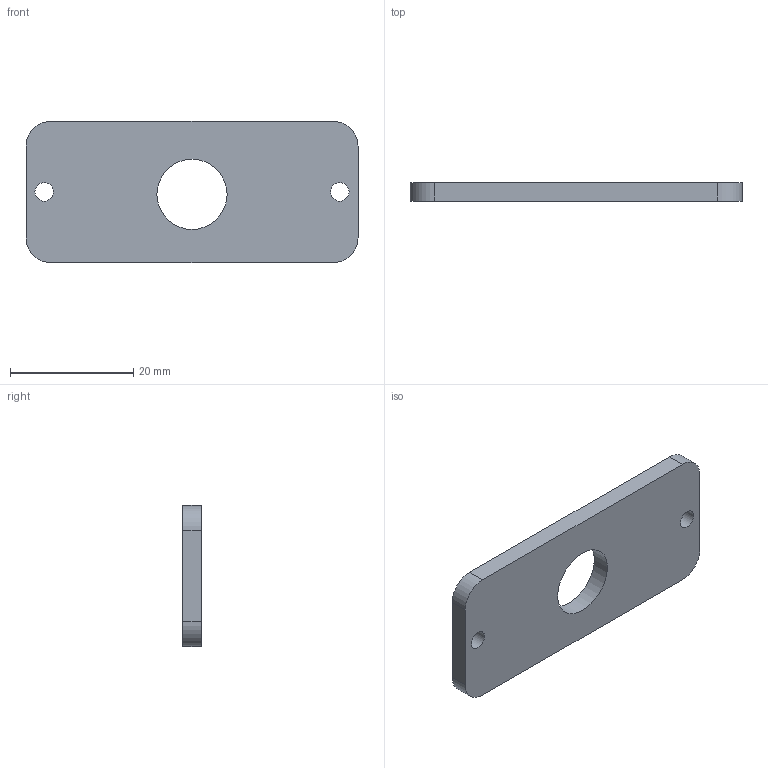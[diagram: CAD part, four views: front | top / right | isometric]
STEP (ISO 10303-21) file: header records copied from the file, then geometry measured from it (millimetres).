
FILE_DESCRIPTION(/* description */ ('Alibre Inc.'),/* implementation_level */ '2;1');
FILE_NAME(/* name */ 'export1',/* time_stamp */ '2011-08-24T20:26:45-04:00',/* author */ (''),/* organization */ (''),/* preprocessor_version */ 'ST-DEVELOPER v12',/* originating_system */ 'Alibre',/* authorisation */ '');
FILE_SCHEMA (('ALIBRE_SCHEMA','CONFIG_CONTROL_DESIGN'));
Length unit declared in the file: centimetre
Products named in the file (1): ID_1
Bounding box: 53.93 x 3 x 22.93 mm (x, y, z)
Volume: 3320 mm3; surface area: 2817.9 mm2
Topology: 1 solids, 1 shells, 13 faces, 33 edges, 22 vertices
Faces by surface type: cylinder 7, plane 6
Full cylindrical faces by diameter (mm): 3 x2, 11.4 x1
Entity records: 914 total; most frequent: CARTESIAN_POINT 120, DIRECTION 84, ORIENTED_EDGE 60, AXIS2_PLACEMENT_3D 32, CONSTRAINTPAIRUV 31, EDGE_CURVE 30, REFERENCEDEPENDENTUV 30, INTEGERVALUEPAIR 30
